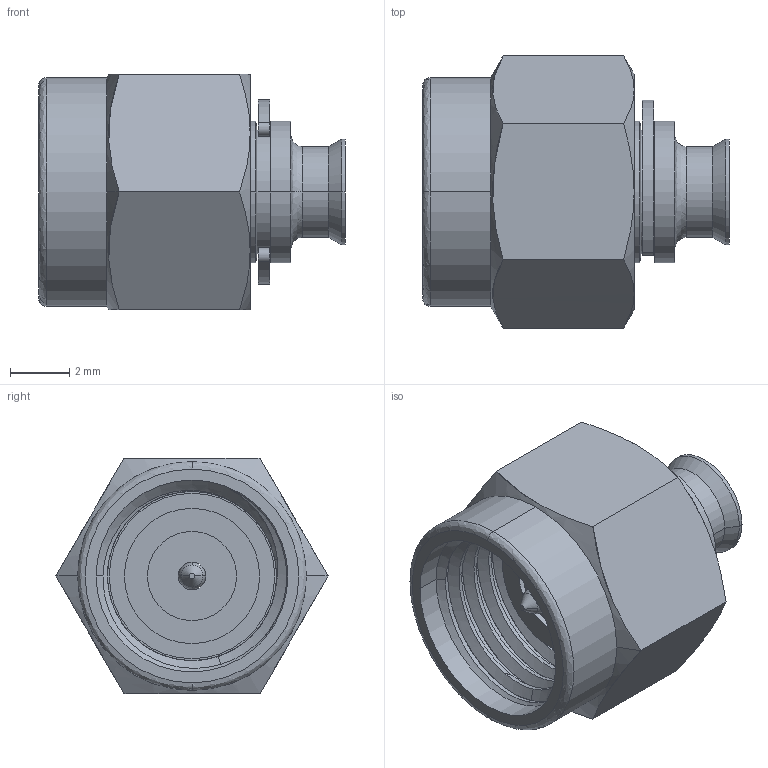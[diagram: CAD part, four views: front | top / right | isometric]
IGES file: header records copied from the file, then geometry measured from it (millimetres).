
Start section:  PTC IGES file: 901-9723-10.igs
Global section: file name: 901-9723-10.igs; native system: Pro/ENGINEER by Parametric Technology Corporation; preprocessor: 2008010; author: mbalaji; organization: Unknown; date: 20100430.153713; units: inch
Bounding box: 10.31 x 9.15 x 7.92 mm (x, y, z)
Surface area: 594.3 mm2 (no closed solid volume)
Topology: 0 solids, 0 shells, 99 faces, 468 edges, 468 vertices
Faces by surface type: revolution 66, bspline 33
